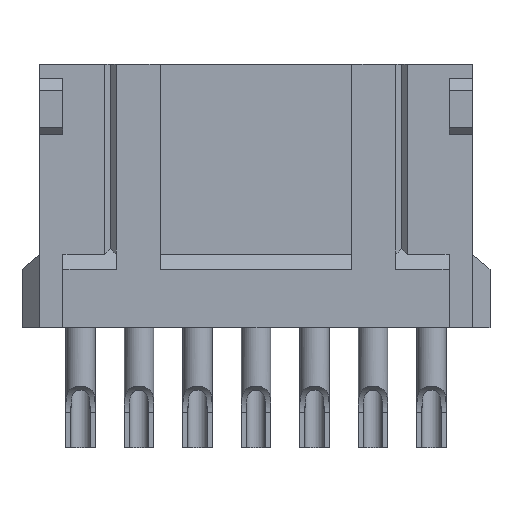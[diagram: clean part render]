
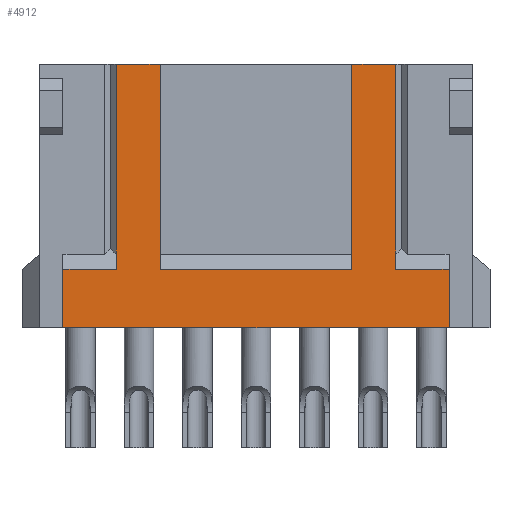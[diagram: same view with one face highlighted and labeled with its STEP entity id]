
A CAD part, top view. The second image highlights one B-rep face of the part: STEP entity #4912.
In plain terms, the highlighted planar face has unit normal (0, 0, 1).
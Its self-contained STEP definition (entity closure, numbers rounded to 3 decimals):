
#33=DIRECTION('',(1.,0.,0.));
#34=VECTOR('',#33,13.2);
#35=CARTESIAN_POINT('',(-6.6,0.,2.75));
#36=LINE('',#35,#34);
#473=DIRECTION('',(1.,0.,0.));
#474=VECTOR('',#473,1.5);
#475=CARTESIAN_POINT('',(3.275,9.,2.75));
#476=LINE('',#475,#474);
#489=DIRECTION('',(1.,0.,0.));
#490=VECTOR('',#489,1.5);
#491=CARTESIAN_POINT('',(-4.775,9.,2.75));
#492=LINE('',#491,#490);
#1093=DIRECTION('',(0.,1.,0.));
#1094=VECTOR('',#1093,2.);
#1095=CARTESIAN_POINT('',(6.6,0.,2.75));
#1096=LINE('',#1095,#1094);
#1097=DIRECTION('',(0.,1.,0.));
#1098=VECTOR('',#1097,2.);
#1099=CARTESIAN_POINT('',(-6.6,0.,2.75));
#1100=LINE('',#1099,#1098);
#1101=DIRECTION('',(-1.,0.,0.));
#1102=VECTOR('',#1101,1.825);
#1103=CARTESIAN_POINT('',(-4.775,2.,2.75));
#1104=LINE('',#1103,#1102);
#1105=DIRECTION('',(0.,-1.,0.));
#1106=VECTOR('',#1105,7.);
#1107=CARTESIAN_POINT('',(-4.775,9.,2.75));
#1108=LINE('',#1107,#1106);
#1109=DIRECTION('',(-1.,0.,0.));
#1110=VECTOR('',#1109,6.55);
#1111=CARTESIAN_POINT('',(3.275,2.,2.75));
#1112=LINE('',#1111,#1110);
#1113=DIRECTION('',(0.,-1.,0.));
#1114=VECTOR('',#1113,7.);
#1115=CARTESIAN_POINT('',(3.275,9.,2.75));
#1116=LINE('',#1115,#1114);
#1117=DIRECTION('',(-1.,0.,0.));
#1118=VECTOR('',#1117,1.825);
#1119=CARTESIAN_POINT('',(6.6,2.,2.75));
#1120=LINE('',#1119,#1118);
#1133=DIRECTION('',(0.,-1.,0.));
#1134=VECTOR('',#1133,7.);
#1135=CARTESIAN_POINT('',(-3.275,9.,2.75));
#1136=LINE('',#1135,#1134);
#1141=DIRECTION('',(0.,-1.,0.));
#1142=VECTOR('',#1141,7.);
#1143=CARTESIAN_POINT('',(4.775,9.,2.75));
#1144=LINE('',#1143,#1142);
#2932=CARTESIAN_POINT('',(6.6,0.,2.75));
#2934=VERTEX_POINT('',#2932);
#2942=CARTESIAN_POINT('',(-6.6,0.,2.75));
#2943=VERTEX_POINT('',#2942);
#2944=CARTESIAN_POINT('',(6.6,2.,2.75));
#2945=VERTEX_POINT('',#2944);
#2946=CARTESIAN_POINT('',(-6.6,2.,2.75));
#2947=VERTEX_POINT('',#2946);
#2960=CARTESIAN_POINT('',(3.275,9.,2.75));
#2961=CARTESIAN_POINT('',(4.775,9.,2.75));
#2962=VERTEX_POINT('',#2960);
#2963=VERTEX_POINT('',#2961);
#2968=CARTESIAN_POINT('',(3.275,2.,2.75));
#2969=VERTEX_POINT('',#2968);
#2974=CARTESIAN_POINT('',(-3.275,2.,2.75));
#2975=VERTEX_POINT('',#2974);
#2976=CARTESIAN_POINT('',(4.775,2.,2.75));
#2977=VERTEX_POINT('',#2976);
#3268=CARTESIAN_POINT('',(-4.775,9.,2.75));
#3269=CARTESIAN_POINT('',(-3.275,9.,2.75));
#3270=VERTEX_POINT('',#3268);
#3271=VERTEX_POINT('',#3269);
#3272=CARTESIAN_POINT('',(-4.775,2.,2.75));
#3273=VERTEX_POINT('',#3272);
#4888=CARTESIAN_POINT('',(-8.,0.,2.75));
#4889=DIRECTION('',(0.,0.,1.));
#4890=DIRECTION('',(1.,0.,0.));
#4891=AXIS2_PLACEMENT_3D('',#4888,#4889,#4890);
#4892=PLANE('',#4891);
#4894=ORIENTED_EDGE('',*,*,#4893,.F.);
#4895=ORIENTED_EDGE('',*,*,#3607,.F.);
#4897=ORIENTED_EDGE('',*,*,#4896,.T.);
#4898=ORIENTED_EDGE('',*,*,#4881,.F.);
#4900=ORIENTED_EDGE('',*,*,#4899,.F.);
#4901=ORIENTED_EDGE('',*,*,#4074,.T.);
#4903=ORIENTED_EDGE('',*,*,#4902,.T.);
#4904=ORIENTED_EDGE('',*,*,#4843,.F.);
#4905=ORIENTED_EDGE('',*,*,#4040,.F.);
#4906=ORIENTED_EDGE('',*,*,#4068,.T.);
#4908=ORIENTED_EDGE('',*,*,#4907,.T.);
#4909=ORIENTED_EDGE('',*,*,#4864,.F.);
#4910=EDGE_LOOP('',(#4894,#4895,#4897,#4898,#4900,#4901,#4903,#4904,#4905,#4906,
#4908,#4909));
#4911=FACE_OUTER_BOUND('',#4910,.F.);
#3607=EDGE_CURVE('',#2943,#2934,#36,.T.);
#4040=EDGE_CURVE('',#2962,#2969,#1116,.T.);
#4068=EDGE_CURVE('',#2962,#2963,#476,.T.);
#4074=EDGE_CURVE('',#3270,#3271,#492,.T.);
#4843=EDGE_CURVE('',#2969,#2975,#1112,.T.);
#4864=EDGE_CURVE('',#2945,#2977,#1120,.T.);
#4881=EDGE_CURVE('',#3273,#2947,#1104,.T.);
#4893=EDGE_CURVE('',#2934,#2945,#1096,.T.);
#4896=EDGE_CURVE('',#2943,#2947,#1100,.T.);
#4899=EDGE_CURVE('',#3270,#3273,#1108,.T.);
#4902=EDGE_CURVE('',#3271,#2975,#1136,.T.);
#4907=EDGE_CURVE('',#2963,#2977,#1144,.T.);
#4912=ADVANCED_FACE('',(#4911),#4892,.T.);
